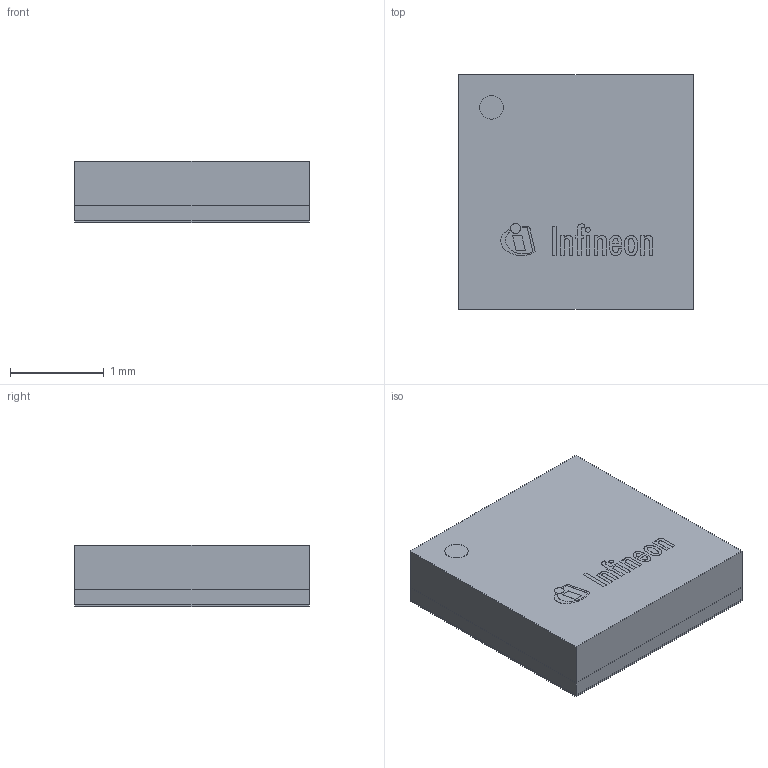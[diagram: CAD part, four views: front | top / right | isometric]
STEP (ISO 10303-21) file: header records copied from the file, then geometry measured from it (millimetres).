
FILE_DESCRIPTION(/* description */ (''),/* implementation_level */ '2;1');
FILE_NAME(/* name */ 'PG-LGA-25-1_Z8B00253236_V01_3D.stp',/* time_stamp */ '2024-03-26T17:05:36+06:00',/* author */ ('sivamani'),/* organization */ (''),/* preprocessor_version */ 'ST-DEVELOPER v16.13',/* originating_system */ 'AutoCAD Mechanical',/* authorisation */ '');
FILE_SCHEMA (('AUTOMOTIVE_DESIGN { 1 0 10303 214 3 1 1 }'));
Length unit declared in the file: millimetre
Products named in the file (1): Product
Bounding box: 2.5 x 2.5 x 0.65 mm (x, y, z)
Volume: 4.1 mm3; surface area: 44.9 mm2
Topology: 42 solids, 42 shells, 241 faces, 468 edges, 312 vertices
Faces by surface type: plane 167, cylinder 56, bspline 18
Full cylindrical faces by diameter (mm): 0.051 x1, 0.105 x1, 0.2 x50, 0.25 x2
Entity records: 6219 total; most frequent: CARTESIAN_POINT 1338, DIRECTION 938, ORIENTED_EDGE 828, EDGE_CURVE 414, EDGE_LOOP 350, AXIS2_PLACEMENT_3D 336, VERTEX_POINT 312, LINE 266
